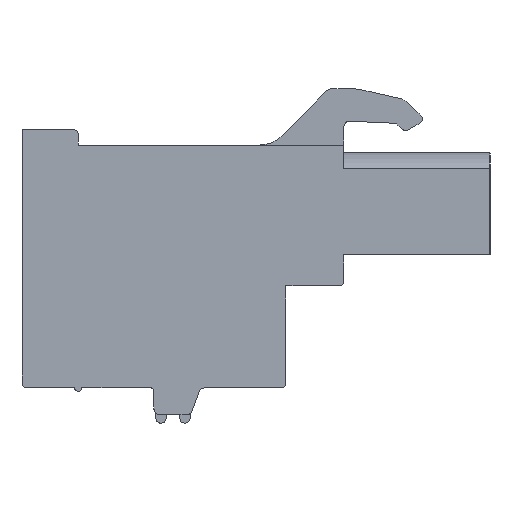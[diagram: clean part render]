
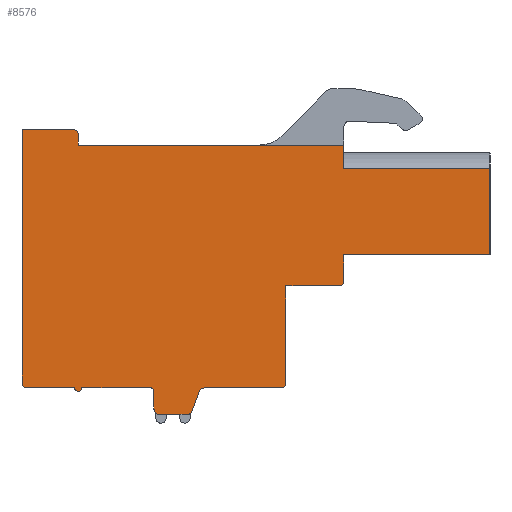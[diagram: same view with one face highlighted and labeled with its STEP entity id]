
A CAD part, left-side view. The second image highlights one B-rep face of the part: STEP entity #8576.
In plain terms, the highlighted planar face has unit normal (-1, 0, 0).
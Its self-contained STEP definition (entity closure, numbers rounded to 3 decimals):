
#1=CARTESIAN_POINT('',(0.,-5.36,-0.74));
#2=DIRECTION('',(-1.,0.,0.));
#3=DIRECTION('',(0.,0.,-1.));
#4=AXIS2_PLACEMENT_3D('',#1,#2,#3);
#6=CARTESIAN_POINT('',(0.,-2.06,-6.54));
#7=DIRECTION('',(1.,0.,0.));
#8=DIRECTION('',(0.,-1.,0.));
#9=AXIS2_PLACEMENT_3D('',#6,#7,#8);
#11=DIRECTION('',(0.,1.,0.));
#12=VECTOR('',#11,4.34);
#13=CARTESIAN_POINT('',(0.,-2.06,-6.84));
#14=LINE('',#13,#12);
#15=CARTESIAN_POINT('',(0.,2.28,-7.14));
#16=DIRECTION('',(-1.,0.,0.));
#17=DIRECTION('',(0.,0.,1.));
#18=AXIS2_PLACEMENT_3D('',#15,#16,#17);
#20=DIRECTION('',(0.,0.345,-0.939));
#21=VECTOR('',#20,1.179);
#22=CARTESIAN_POINT('',(0.,2.562,-7.037));
#23=LINE('',#22,#21);
#24=CARTESIAN_POINT('',(0.,3.25,-8.04));
#25=DIRECTION('',(1.,0.,0.));
#26=DIRECTION('',(0.,-0.939,-0.345));
#27=AXIS2_PLACEMENT_3D('',#24,#25,#26);
#29=DIRECTION('',(0.,1.,0.));
#30=VECTOR('',#29,1.59);
#31=CARTESIAN_POINT('',(0.,3.25,-8.34));
#32=LINE('',#31,#30);
#33=CARTESIAN_POINT('',(0.,4.84,-8.04));
#34=DIRECTION('',(1.,0.,0.));
#35=DIRECTION('',(0.,0.,-1.));
#36=AXIS2_PLACEMENT_3D('',#33,#34,#35);
#38=DIRECTION('',(0.,0.,1.));
#39=VECTOR('',#38,1.);
#40=CARTESIAN_POINT('',(0.,5.14,-8.04));
#41=LINE('',#40,#39);
#42=CARTESIAN_POINT('',(0.,5.34,-7.04));
#43=DIRECTION('',(-1.,0.,0.));
#44=DIRECTION('',(0.,-1.,0.));
#45=AXIS2_PLACEMENT_3D('',#42,#43,#44);
#47=DIRECTION('',(0.,1.,0.));
#48=VECTOR('',#47,3.9);
#49=CARTESIAN_POINT('',(0.,5.34,-6.84));
#50=LINE('',#49,#48);
#51=CARTESIAN_POINT('',(0.,9.44,-6.84));
#52=DIRECTION('',(1.,0.,0.));
#53=DIRECTION('',(0.,-1.,0.));
#54=AXIS2_PLACEMENT_3D('',#51,#52,#53);
#56=DIRECTION('',(0.,1.,0.));
#57=VECTOR('',#56,2.7);
#58=CARTESIAN_POINT('',(0.,9.64,-6.84));
#59=LINE('',#58,#57);
#60=CARTESIAN_POINT('',(0.,12.34,-6.54));
#61=DIRECTION('',(1.,0.,0.));
#62=DIRECTION('',(0.,0.,-1.));
#63=AXIS2_PLACEMENT_3D('',#60,#61,#62);
#65=DIRECTION('',(0.,0.,1.));
#66=VECTOR('',#65,0.5);
#67=CARTESIAN_POINT('',(0.,12.64,-6.54));
#68=LINE('',#67,#66);
#69=DIRECTION('',(0.,0.,1.));
#70=VECTOR('',#69,13.9);
#71=CARTESIAN_POINT('',(0.,12.64,-6.04));
#72=LINE('',#71,#70);
#73=DIRECTION('',(0.,-1.,0.));
#74=VECTOR('',#73,2.9);
#75=CARTESIAN_POINT('',(0.,12.64,7.86));
#76=LINE('',#75,#74);
#77=CARTESIAN_POINT('',(0.,9.74,7.56));
#78=DIRECTION('',(1.,0.,0.));
#79=DIRECTION('',(0.,0.,1.));
#80=AXIS2_PLACEMENT_3D('',#77,#78,#79);
#82=DIRECTION('',(0.,0.,-1.));
#83=VECTOR('',#82,0.6);
#84=CARTESIAN_POINT('',(0.,9.44,7.56));
#85=LINE('',#84,#83);
#86=DIRECTION('',(0.,-1.,0.));
#87=VECTOR('',#86,15.1);
#88=CARTESIAN_POINT('',(0.,9.44,6.96));
#89=LINE('',#88,#87);
#90=DIRECTION('',(0.,1.,0.));
#91=VECTOR('',#90,8.3);
#92=CARTESIAN_POINT('',(0.,-13.96,5.635));
#93=LINE('',#92,#91);
#94=DIRECTION('',(0.,1.,0.));
#95=VECTOR('',#94,8.3);
#96=CARTESIAN_POINT('',(0.,-13.96,0.73));
#97=LINE('',#96,#95);
#98=DIRECTION('',(0.,0.,-1.));
#99=VECTOR('',#98,1.47);
#100=CARTESIAN_POINT('',(0.,-5.66,0.73));
#101=LINE('',#100,#99);
#726=DIRECTION('',(0.,0.,1.));
#727=VECTOR('',#726,4.905);
#728=CARTESIAN_POINT('',(0.,-13.96,0.73));
#729=LINE('',#728,#727);
#1146=DIRECTION('',(0.,0.,1.));
#1147=VECTOR('',#1146,1.325);
#1148=CARTESIAN_POINT('',(0.,-5.66,5.635));
#1149=LINE('',#1148,#1147);
#3631=DIRECTION('',(0.,0.,1.));
#3632=VECTOR('',#3631,5.5);
#3633=CARTESIAN_POINT('',(0.,-2.36,-6.54));
#3634=LINE('',#3633,#3632);
#3639=DIRECTION('',(0.,-1.,0.));
#3640=VECTOR('',#3639,3.);
#3641=CARTESIAN_POINT('',(0.,-2.36,-1.04));
#3642=LINE('',#3641,#3640);
#6487=CARTESIAN_POINT('',(0.,12.34,-6.84));
#6488=CARTESIAN_POINT('',(0.,12.64,-6.54));
#6489=VERTEX_POINT('',#6487);
#6490=VERTEX_POINT('',#6488);
#6491=CARTESIAN_POINT('',(0.,12.64,-6.04));
#6492=VERTEX_POINT('',#6491);
#6493=CARTESIAN_POINT('',(0.,12.64,7.86));
#6494=VERTEX_POINT('',#6493);
#6495=CARTESIAN_POINT('',(0.,9.74,7.86));
#6496=VERTEX_POINT('',#6495);
#6497=CARTESIAN_POINT('',(0.,9.44,7.56));
#6498=VERTEX_POINT('',#6497);
#6499=CARTESIAN_POINT('',(0.,9.44,6.96));
#6500=VERTEX_POINT('',#6499);
#6501=CARTESIAN_POINT('',(0.,-5.66,6.96));
#6502=VERTEX_POINT('',#6501);
#6503=CARTESIAN_POINT('',(0.,-13.96,0.73));
#6504=CARTESIAN_POINT('',(0.,-5.66,0.73));
#6505=VERTEX_POINT('',#6503);
#6506=VERTEX_POINT('',#6504);
#6507=CARTESIAN_POINT('',(0.,-2.36,-6.54));
#6508=CARTESIAN_POINT('',(0.,-2.06,-6.84));
#6509=VERTEX_POINT('',#6507);
#6510=VERTEX_POINT('',#6508);
#6511=CARTESIAN_POINT('',(0.,2.28,-6.84));
#6512=VERTEX_POINT('',#6511);
#6513=CARTESIAN_POINT('',(0.,2.562,-7.037));
#6514=VERTEX_POINT('',#6513);
#6515=CARTESIAN_POINT('',(0.,2.968,-8.143));
#6516=VERTEX_POINT('',#6515);
#6517=CARTESIAN_POINT('',(0.,3.25,-8.34));
#6518=VERTEX_POINT('',#6517);
#6519=CARTESIAN_POINT('',(0.,4.84,-8.34));
#6520=VERTEX_POINT('',#6519);
#6521=CARTESIAN_POINT('',(0.,5.14,-8.04));
#6522=VERTEX_POINT('',#6521);
#6523=CARTESIAN_POINT('',(0.,5.14,-7.04));
#6524=VERTEX_POINT('',#6523);
#6525=CARTESIAN_POINT('',(0.,5.34,-6.84));
#6526=VERTEX_POINT('',#6525);
#6527=CARTESIAN_POINT('',(0.,9.24,-6.84));
#6528=VERTEX_POINT('',#6527);
#6529=CARTESIAN_POINT('',(0.,9.64,-6.84));
#6530=VERTEX_POINT('',#6529);
#6823=CARTESIAN_POINT('',(0.,-13.96,5.635));
#6824=CARTESIAN_POINT('',(0.,-5.66,5.635));
#6825=VERTEX_POINT('',#6823);
#6826=VERTEX_POINT('',#6824);
#8367=CARTESIAN_POINT('',(0.,-5.36,-1.04));
#8368=CARTESIAN_POINT('',(0.,-5.66,-0.74));
#8369=VERTEX_POINT('',#8367);
#8370=VERTEX_POINT('',#8368);
#8371=CARTESIAN_POINT('',(0.,-2.36,-1.04));
#8372=VERTEX_POINT('',#8371);
#8515=CARTESIAN_POINT('',(0.,0.,0.));
#8516=DIRECTION('',(1.,0.,0.));
#8517=DIRECTION('',(0.,-1.,0.));
#8518=AXIS2_PLACEMENT_3D('',#8515,#8516,#8517);
#8519=PLANE('',#8518);
#8521=ORIENTED_EDGE('',*,*,#8520,.F.);
#8523=ORIENTED_EDGE('',*,*,#8522,.F.);
#8525=ORIENTED_EDGE('',*,*,#8524,.F.);
#8527=ORIENTED_EDGE('',*,*,#8526,.T.);
#8529=ORIENTED_EDGE('',*,*,#8528,.T.);
#8531=ORIENTED_EDGE('',*,*,#8530,.T.);
#8533=ORIENTED_EDGE('',*,*,#8532,.T.);
#8535=ORIENTED_EDGE('',*,*,#8534,.T.);
#8537=ORIENTED_EDGE('',*,*,#8536,.T.);
#8539=ORIENTED_EDGE('',*,*,#8538,.T.);
#8541=ORIENTED_EDGE('',*,*,#8540,.T.);
#8543=ORIENTED_EDGE('',*,*,#8542,.T.);
#8545=ORIENTED_EDGE('',*,*,#8544,.T.);
#8547=ORIENTED_EDGE('',*,*,#8546,.T.);
#8549=ORIENTED_EDGE('',*,*,#8548,.T.);
#8551=ORIENTED_EDGE('',*,*,#8550,.T.);
#8553=ORIENTED_EDGE('',*,*,#8552,.T.);
#8555=ORIENTED_EDGE('',*,*,#8554,.T.);
#8557=ORIENTED_EDGE('',*,*,#8556,.T.);
#8559=ORIENTED_EDGE('',*,*,#8558,.T.);
#8561=ORIENTED_EDGE('',*,*,#8560,.T.);
#8563=ORIENTED_EDGE('',*,*,#8562,.T.);
#8565=ORIENTED_EDGE('',*,*,#8564,.F.);
#8567=ORIENTED_EDGE('',*,*,#8566,.F.);
#8569=ORIENTED_EDGE('',*,*,#8568,.F.);
#8571=ORIENTED_EDGE('',*,*,#8570,.T.);
#8573=ORIENTED_EDGE('',*,*,#8572,.T.);
#8574=EDGE_LOOP('',(#8521,#8523,#8525,#8527,#8529,#8531,#8533,#8535,#8537,#8539,
#8541,#8543,#8545,#8547,#8549,#8551,#8553,#8555,#8557,#8559,#8561,#8563,#8565,
#8567,#8569,#8571,#8573));
#8575=FACE_OUTER_BOUND('',#8574,.F.);
#8576=ADVANCED_FACE('',(#8575),#8519,.F.);
#5=CIRCLE('',#4,0.3);
#10=CIRCLE('',#9,0.3);
#19=CIRCLE('',#18,0.3);
#28=CIRCLE('',#27,0.3);
#37=CIRCLE('',#36,0.3);
#46=CIRCLE('',#45,0.2);
#55=CIRCLE('',#54,0.2);
#64=CIRCLE('',#63,0.3);
#81=CIRCLE('',#80,0.3);
#8520=EDGE_CURVE('',#8369,#8370,#5,.T.);
#8522=EDGE_CURVE('',#8372,#8369,#3642,.T.);
#8524=EDGE_CURVE('',#6509,#8372,#3634,.T.);
#8526=EDGE_CURVE('',#6509,#6510,#10,.T.);
#8528=EDGE_CURVE('',#6510,#6512,#14,.T.);
#8530=EDGE_CURVE('',#6512,#6514,#19,.T.);
#8532=EDGE_CURVE('',#6514,#6516,#23,.T.);
#8534=EDGE_CURVE('',#6516,#6518,#28,.T.);
#8536=EDGE_CURVE('',#6518,#6520,#32,.T.);
#8538=EDGE_CURVE('',#6520,#6522,#37,.T.);
#8540=EDGE_CURVE('',#6522,#6524,#41,.T.);
#8542=EDGE_CURVE('',#6524,#6526,#46,.T.);
#8544=EDGE_CURVE('',#6526,#6528,#50,.T.);
#8546=EDGE_CURVE('',#6528,#6530,#55,.T.);
#8548=EDGE_CURVE('',#6530,#6489,#59,.T.);
#8550=EDGE_CURVE('',#6489,#6490,#64,.T.);
#8552=EDGE_CURVE('',#6490,#6492,#68,.T.);
#8554=EDGE_CURVE('',#6492,#6494,#72,.T.);
#8556=EDGE_CURVE('',#6494,#6496,#76,.T.);
#8558=EDGE_CURVE('',#6496,#6498,#81,.T.);
#8560=EDGE_CURVE('',#6498,#6500,#85,.T.);
#8562=EDGE_CURVE('',#6500,#6502,#89,.T.);
#8564=EDGE_CURVE('',#6826,#6502,#1149,.T.);
#8566=EDGE_CURVE('',#6825,#6826,#93,.T.);
#8568=EDGE_CURVE('',#6505,#6825,#729,.T.);
#8570=EDGE_CURVE('',#6505,#6506,#97,.T.);
#8572=EDGE_CURVE('',#6506,#8370,#101,.T.);
